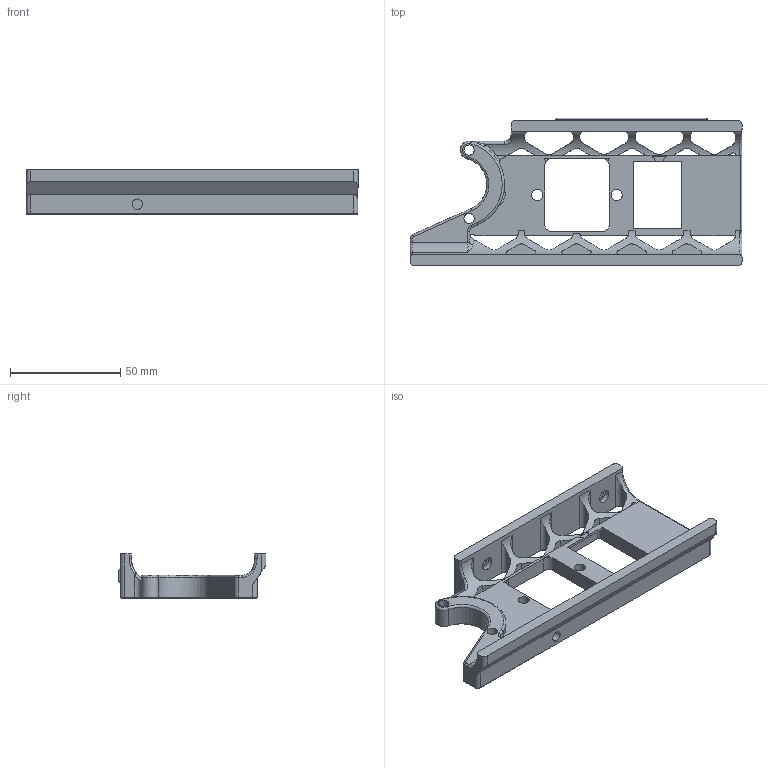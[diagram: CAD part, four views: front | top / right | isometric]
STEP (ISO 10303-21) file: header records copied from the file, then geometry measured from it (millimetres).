
FILE_DESCRIPTION(/* description */ (''),/* implementation_level */ '2;1');
FILE_NAME(/* name */ 'front_skirt_a_mod.step',/* time_stamp */ '2022-10-27T21:13:43+09:00',/* author */ (''),/* organization */ (''),/* preprocessor_version */ 'ST-DEVELOPER v19.2',/* originating_system */ 'Autodesk Translation Framework v11.17.0.187',/* authorisation */ '');
FILE_SCHEMA (('AUTOMOTIVE_DESIGN { 1 0 10303 214 3 1 1 }'));
Length unit declared in the file: millimetre
Products named in the file (1): front_skirt_a_mod
Bounding box: 150.5 x 67 x 20 mm (x, y, z)
Volume: 52671.7 mm3; surface area: 27074.7 mm2
Topology: 1 solids, 1 shells, 348 faces, 1013 edges, 649 vertices
Faces by surface type: plane 171, cylinder 100, cone 50, torus 20, bspline 7
Full cylindrical faces by diameter (mm): 3.2 x2, 4.7 x3, 5.1 x2, 6 x2
Entity records: 12354 total; most frequent: CARTESIAN_POINT 3054, ORIENTED_EDGE 2022, DIRECTION 1894, EDGE_CURVE 1011, AXIS2_PLACEMENT_3D 658, VERTEX_POINT 649, LINE 578, VECTOR 578
